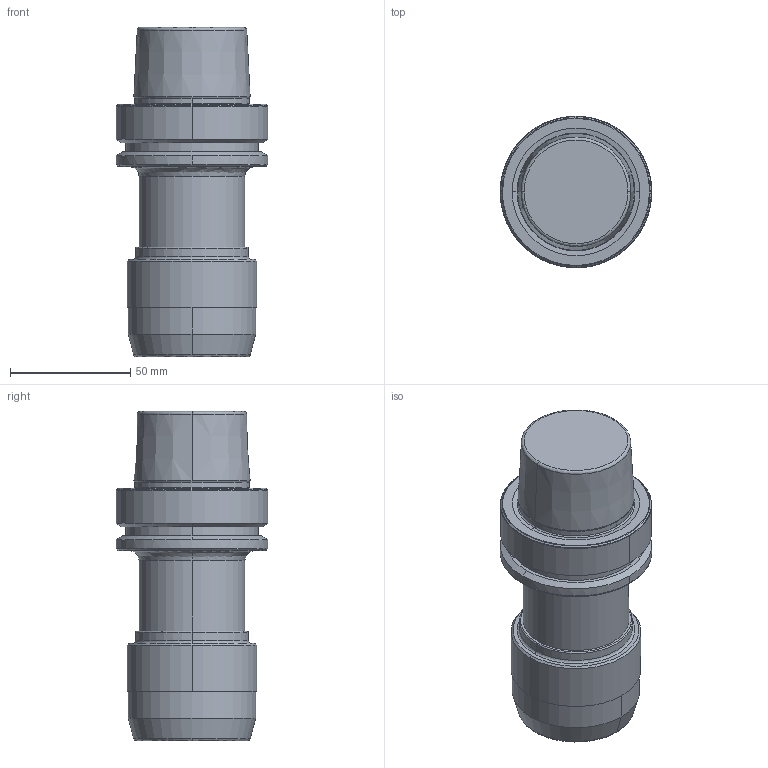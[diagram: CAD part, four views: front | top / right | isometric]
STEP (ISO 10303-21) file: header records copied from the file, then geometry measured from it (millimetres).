
FILE_DESCRIPTION (( 'STEP AP203' ), '1' );
FILE_NAME ('HSK-A 63 C20 105 AD 6.3G20000 SL.STEP', '2019-05-18T10:22:33', ( '' ), ( '' ), 'SwSTEP 2.0', 'SolidWorks 2014', '' );
FILE_SCHEMA (( 'CONFIG_CONTROL_DESIGN' ));
Length unit declared in the file: millimetre
Products named in the file (1): HSK-A  63 C20 105 AD 6.3G20000 SL
Bounding box: 63 x 63 x 136.9 mm (x, y, z)
Volume: 281830.6 mm3; surface area: 29521.3 mm2
Topology: 1 solids, 1 shells, 78 faces, 188 edges, 119 vertices
Faces by surface type: bspline 25, cone 24, cylinder 16, plane 9, torus 4
Entity records: 3652 total; most frequent: CARTESIAN_POINT 1910, ORIENTED_EDGE 376, DIRECTION 332, EDGE_CURVE 188, AXIS2_PLACEMENT_3D 149, VERTEX_POINT 119, CIRCLE 95, EDGE_LOOP 85
